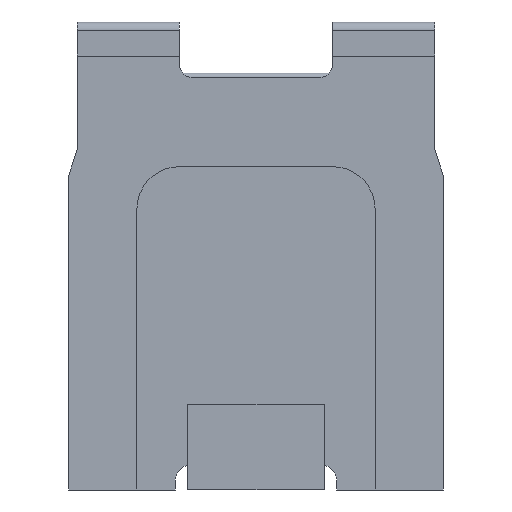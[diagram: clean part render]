
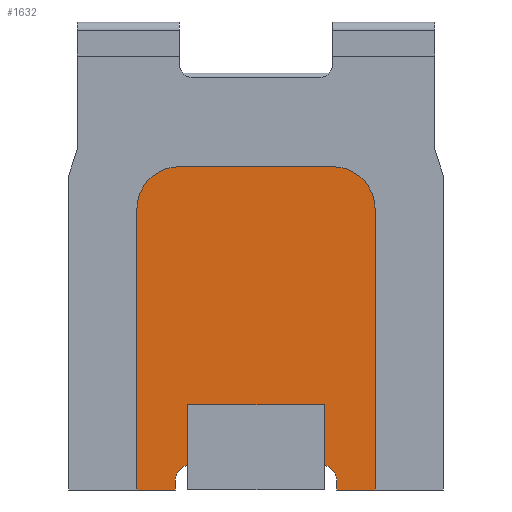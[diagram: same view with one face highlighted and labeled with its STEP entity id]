
A CAD part, front view. The second image highlights one B-rep face of the part: STEP entity #1632.
In plain terms, the highlighted planar face has unit normal (0, -1, 0).
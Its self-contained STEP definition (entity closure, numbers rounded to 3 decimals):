
#11 = EDGE_CURVE ( 'NONE', #422, #3359, #858, .T. ) ;
#52 = LINE ( 'NONE', #2800, #2843 ) ;
#66 = CARTESIAN_POINT ( 'NONE',  ( -1.1, 0.15, -1.3 ) ) ;
#169 = LINE ( 'NONE', #2600, #3357 ) ;
#273 = EDGE_CURVE ( 'NONE', #3786, #539, #169, .T. ) ;
#295 = VERTEX_POINT ( 'NONE', #1713 ) ;
#398 = EDGE_CURVE ( 'NONE', #723, #3911, #1618, .T. ) ;
#422 = VERTEX_POINT ( 'NONE', #733 ) ;
#459 = CARTESIAN_POINT ( 'NONE',  ( -0.45, 0.15, 0.35 ) ) ;
#494 = DIRECTION ( 'NONE',  ( 0., 0., -1. ) ) ;
#539 = VERTEX_POINT ( 'NONE', #3566 ) ;
#564 = CIRCLE ( 'NONE', #2035, 0.1 ) ;
#591 = CARTESIAN_POINT ( 'NONE',  ( -0.7, 0.15, 0.35 ) ) ;
#599 = LINE ( 'NONE', #2705, #1719 ) ;
#607 = DIRECTION ( 'NONE',  ( 0., 0., -1. ) ) ;
#626 = ORIENTED_EDGE ( 'NONE', *, *, #398, .T. ) ;
#656 = VECTOR ( 'NONE', #3215, 1000. ) ;
#666 = VERTEX_POINT ( 'NONE', #3151 ) ;
#682 = ORIENTED_EDGE ( 'NONE', *, *, #828, .T. ) ;
#700 = EDGE_CURVE ( 'NONE', #1196, #2718, #1218, .T. ) ;
#723 = VERTEX_POINT ( 'NONE', #1091 ) ;
#733 = CARTESIAN_POINT ( 'NONE',  ( -0.45, 0.15, 0.6 ) ) ;
#752 = CARTESIAN_POINT ( 'NONE',  ( 0.475, 0.15, -1.3 ) ) ;
#767 = CARTESIAN_POINT ( 'NONE',  ( -0.7, 0.15, 0.35 ) ) ;
#828 = EDGE_CURVE ( 'NONE', #3205, #723, #3750, .T. ) ;
#858 = CIRCLE ( 'NONE', #2881, 0.25 ) ;
#1058 = ORIENTED_EDGE ( 'NONE', *, *, #2532, .T. ) ;
#1091 = CARTESIAN_POINT ( 'NONE',  ( 0.475, 0.15, -1.25 ) ) ;
#1124 = FACE_OUTER_BOUND ( 'NONE', #1728, .T. ) ;
#1195 = ORIENTED_EDGE ( 'NONE', *, *, #700, .T. ) ;
#1196 = VERTEX_POINT ( 'NONE', #2102 ) ;
#1218 = LINE ( 'NONE', #66, #1854 ) ;
#1233 = CARTESIAN_POINT ( 'NONE',  ( -0.475, 0.15, -1.25 ) ) ;
#1309 = ORIENTED_EDGE ( 'NONE', *, *, #3905, .T. ) ;
#1370 = DIRECTION ( 'NONE',  ( 0., 0., -1. ) ) ;
#1378 = EDGE_CURVE ( 'NONE', #295, #422, #3966, .T. ) ;
#1404 = EDGE_CURVE ( 'NONE', #539, #295, #2222, .T. ) ;
#1413 = DIRECTION ( 'NONE',  ( 0., 0., -1. ) ) ;
#1501 = DIRECTION ( 'NONE',  ( 0., 0., 1. ) ) ;
#1618 = LINE ( 'NONE', #752, #2139 ) ;
#1632 = ADVANCED_FACE ( 'NONE', ( #1124 ), #3181, .T. ) ;
#1663 = DIRECTION ( 'NONE',  ( 1., 0., 0. ) ) ;
#1713 = CARTESIAN_POINT ( 'NONE',  ( 0.45, 0.15, 0.6 ) ) ;
#1719 = VECTOR ( 'NONE', #1785, 1000. ) ;
#1720 = CARTESIAN_POINT ( 'NONE',  ( 0.375, 0.15, -1.15 ) ) ;
#1728 = EDGE_LOOP ( 'NONE', ( #3740, #2792, #3775, #3068, #3133, #2944, #1195, #3469, #1309, #1058, #682, #626 ) ) ;
#1785 = DIRECTION ( 'NONE',  ( 0., 0., 1. ) ) ;
#1792 = DIRECTION ( 'NONE',  ( 0., 1., 0. ) ) ;
#1806 = CARTESIAN_POINT ( 'NONE',  ( -0.375, 0.15, -1.25 ) ) ;
#1854 = VECTOR ( 'NONE', #3767, 1000. ) ;
#1855 = DIRECTION ( 'NONE',  ( -1., 0., 0. ) ) ;
#1922 = AXIS2_PLACEMENT_3D ( 'NONE', #459, #3191, #494 ) ;
#1954 = VECTOR ( 'NONE', #2240, 1000. ) ;
#2035 = AXIS2_PLACEMENT_3D ( 'NONE', #1806, #2144, #607 ) ;
#2088 = DIRECTION ( 'NONE',  ( 0., -1., 0. ) ) ;
#2102 = CARTESIAN_POINT ( 'NONE',  ( -0.7, 0.15, -1.3 ) ) ;
#2139 = VECTOR ( 'NONE', #1370, 1000. ) ;
#2144 = DIRECTION ( 'NONE',  ( 0., 1., 0. ) ) ;
#2175 = EDGE_CURVE ( 'NONE', #3359, #1196, #3761, .T. ) ;
#2222 = CIRCLE ( 'NONE', #3399, 0.25 ) ;
#2240 = DIRECTION ( 'NONE',  ( 1., 0., 0. ) ) ;
#2264 = CARTESIAN_POINT ( 'NONE',  ( -0.475, 0.15, -1.3 ) ) ;
#2328 = EDGE_CURVE ( 'NONE', #2718, #3909, #599, .T. ) ;
#2337 = CARTESIAN_POINT ( 'NONE',  ( -0.45, 0.15, 0.35 ) ) ;
#2378 = AXIS2_PLACEMENT_3D ( 'NONE', #2409, #1792, #2710 ) ;
#2409 = CARTESIAN_POINT ( 'NONE',  ( 0.375, 0.15, -1.25 ) ) ;
#2443 = DIRECTION ( 'NONE',  ( 0., -1., 0. ) ) ;
#2532 = EDGE_CURVE ( 'NONE', #666, #3205, #3848, .T. ) ;
#2600 = CARTESIAN_POINT ( 'NONE',  ( 0.7, 0.15, 0.35 ) ) ;
#2705 = CARTESIAN_POINT ( 'NONE',  ( -0.475, 0.15, -1.3 ) ) ;
#2710 = DIRECTION ( 'NONE',  ( 0., 0., -1. ) ) ;
#2718 = VERTEX_POINT ( 'NONE', #2264 ) ;
#2792 = ORIENTED_EDGE ( 'NONE', *, *, #273, .T. ) ;
#2800 = CARTESIAN_POINT ( 'NONE',  ( 1.1, 0.15, -1.3 ) ) ;
#2843 = VECTOR ( 'NONE', #1663, 1000. ) ;
#2881 = AXIS2_PLACEMENT_3D ( 'NONE', #2337, #2088, #1413 ) ;
#2895 = CARTESIAN_POINT ( 'NONE',  ( -0.45, 0.15, 0.6 ) ) ;
#2923 = DIRECTION ( 'NONE',  ( 0., 0., 1. ) ) ;
#2944 = ORIENTED_EDGE ( 'NONE', *, *, #2175, .T. ) ;
#3010 = EDGE_CURVE ( 'NONE', #3911, #3786, #52, .T. ) ;
#3068 = ORIENTED_EDGE ( 'NONE', *, *, #1378, .T. ) ;
#3133 = ORIENTED_EDGE ( 'NONE', *, *, #11, .T. ) ;
#3151 = CARTESIAN_POINT ( 'NONE',  ( -0.375, 0.15, -1.15 ) ) ;
#3181 = PLANE ( 'NONE',  #1922 ) ;
#3191 = DIRECTION ( 'NONE',  ( 0., -1., 0. ) ) ;
#3205 = VERTEX_POINT ( 'NONE', #1720 ) ;
#3215 = DIRECTION ( 'NONE',  ( 0., 0., -1. ) ) ;
#3297 = CARTESIAN_POINT ( 'NONE',  ( 0.7, 0.15, -1.3 ) ) ;
#3357 = VECTOR ( 'NONE', #2923, 1000. ) ;
#3359 = VERTEX_POINT ( 'NONE', #591 ) ;
#3361 = CARTESIAN_POINT ( 'NONE',  ( 0.475, 0.15, -1.3 ) ) ;
#3399 = AXIS2_PLACEMENT_3D ( 'NONE', #3716, #2443, #1501 ) ;
#3450 = CARTESIAN_POINT ( 'NONE',  ( -0.475, 0.15, -1.15 ) ) ;
#3469 = ORIENTED_EDGE ( 'NONE', *, *, #2328, .T. ) ;
#3566 = CARTESIAN_POINT ( 'NONE',  ( 0.7, 0.15, 0.35 ) ) ;
#3716 = CARTESIAN_POINT ( 'NONE',  ( 0.45, 0.15, 0.35 ) ) ;
#3740 = ORIENTED_EDGE ( 'NONE', *, *, #3010, .T. ) ;
#3750 = CIRCLE ( 'NONE', #2378, 0.1 ) ;
#3761 = LINE ( 'NONE', #767, #656 ) ;
#3767 = DIRECTION ( 'NONE',  ( 1., 0., 0. ) ) ;
#3775 = ORIENTED_EDGE ( 'NONE', *, *, #1404, .T. ) ;
#3786 = VERTEX_POINT ( 'NONE', #3297 ) ;
#3848 = LINE ( 'NONE', #3450, #1954 ) ;
#3905 = EDGE_CURVE ( 'NONE', #3909, #666, #564, .T. ) ;
#3909 = VERTEX_POINT ( 'NONE', #1233 ) ;
#3911 = VERTEX_POINT ( 'NONE', #3361 ) ;
#3966 = LINE ( 'NONE', #2895, #3972 ) ;
#3972 = VECTOR ( 'NONE', #1855, 1000. ) ;
